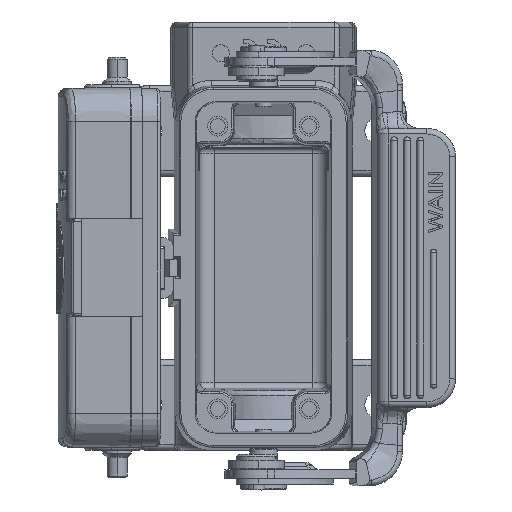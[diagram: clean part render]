
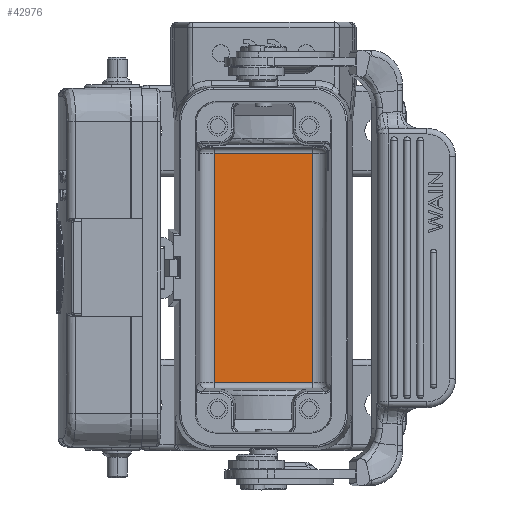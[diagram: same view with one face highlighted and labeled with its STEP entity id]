
A CAD part, top view. The second image highlights one B-rep face of the part: STEP entity #42976.
In plain terms, the highlighted planar face has unit normal (0, 0, 1).
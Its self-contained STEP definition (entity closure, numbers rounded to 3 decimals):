
#12091=DIRECTION('',(0.,1.,0.));
#12092=VECTOR('',#12091,40.183);
#12093=CARTESIAN_POINT('',(33.656,18.86,
-65.522));
#12094=LINE('',#12093,#12092);
#12126=DIRECTION('',(-1.,0.,0.));
#12127=VECTOR('',#12126,17.311);
#12128=CARTESIAN_POINT('',(33.656,59.043,
-65.522));
#12129=LINE('',#12128,#12127);
#12162=CARTESIAN_POINT('',(16.345,59.04,
-65.522));
#12164=DIRECTION('',(0.,-1.,0.));
#12165=VECTOR('',#12164,40.18);
#12166=CARTESIAN_POINT('',(16.345,59.04,
-65.522));
#12167=LINE('',#12166,#12165);
#12194=DIRECTION('',(1.,0.,0.));
#12195=VECTOR('',#12194,17.311);
#12196=CARTESIAN_POINT('',(16.345,18.86,
-65.522));
#12197=LINE('',#12196,#12195);
#24206=VERTEX_POINT('',#12162);
#24207=CARTESIAN_POINT('',(16.345,18.86,
-65.522));
#24208=VERTEX_POINT('',#24207);
#24210=CARTESIAN_POINT('',(33.656,59.043,
-65.522));
#24211=VERTEX_POINT('',#24210);
#24212=CARTESIAN_POINT('',(33.656,18.86,
-65.522));
#24213=VERTEX_POINT('',#24212);
#42963=CARTESIAN_POINT('',(25.001,38.952,
-65.522));
#42964=DIRECTION('',(0.,0.,1.));
#42965=DIRECTION('',(1.,0.,0.));
#42966=AXIS2_PLACEMENT_3D('',#42963,#42964,#42965);
#42967=PLANE('',#42966);
#42969=ORIENTED_EDGE('',*,*,#42968,.F.);
#42970=ORIENTED_EDGE('',*,*,#42946,.F.);
#42971=ORIENTED_EDGE('',*,*,#42914,.F.);
#42973=ORIENTED_EDGE('',*,*,#42972,.F.);
#42974=EDGE_LOOP('',(#42969,#42970,#42971,#42973));
#42975=FACE_OUTER_BOUND('',#42974,.F.);
#42976=ADVANCED_FACE('',(#42975),#42967,.T.);
#42914=EDGE_CURVE('',#24213,#24211,#12094,.T.);
#42946=EDGE_CURVE('',#24211,#24206,#12129,.T.);
#42968=EDGE_CURVE('',#24206,#24208,#12167,.T.);
#42972=EDGE_CURVE('',#24208,#24213,#12197,.T.);
